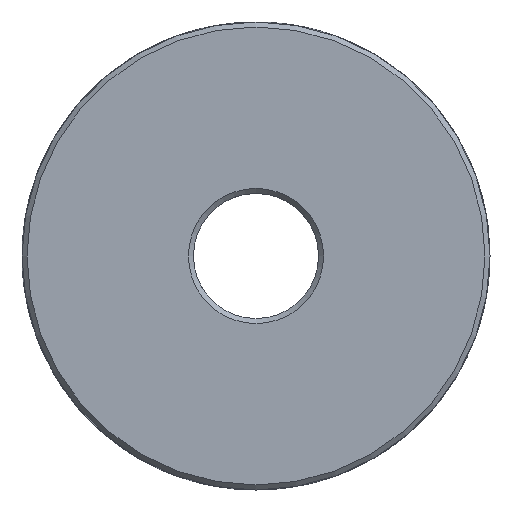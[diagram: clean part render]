
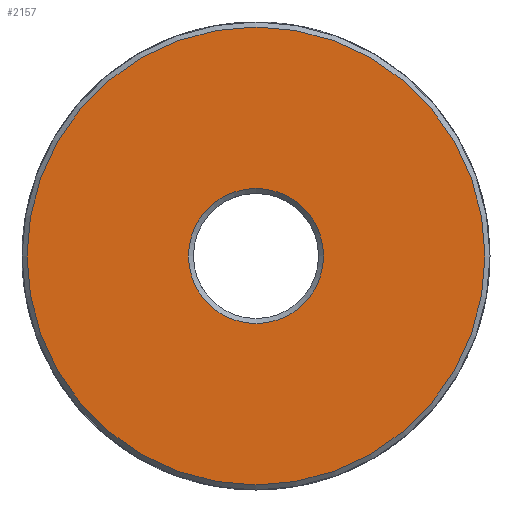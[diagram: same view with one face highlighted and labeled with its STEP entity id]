
A CAD part, front view. The second image highlights one B-rep face of the part: STEP entity #2157.
In plain terms, the highlighted planar face has unit normal (0, -1, 0).
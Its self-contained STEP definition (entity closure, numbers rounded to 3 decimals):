
#50=PLANE('',#2320);
#73=FACE_BOUND('',#234,.T.);
#99=FACE_OUTER_BOUND('',#233,.T.);
#233=EDGE_LOOP('',(#1460));
#234=EDGE_LOOP('',(#1461));
#366=CIRCLE('',#2319,9.15);
#367=CIRCLE('',#2321,2.7);
#847=VERTEX_POINT('',#3729);
#848=VERTEX_POINT('',#3733);
#1089=EDGE_CURVE('',#847,#847,#366,.T.);
#1090=EDGE_CURVE('',#848,#848,#367,.T.);
#1460=ORIENTED_EDGE('',*,*,#1089,.F.);
#1461=ORIENTED_EDGE('',*,*,#1090,.F.);
#2157=ADVANCED_FACE('',(#99,#73),#50,.F.);
#2319=AXIS2_PLACEMENT_3D('',#3731,#2509,#2510);
#2320=AXIS2_PLACEMENT_3D('',#3732,#2511,#2512);
#2321=AXIS2_PLACEMENT_3D('',#3734,#2513,#2514);
#2509=DIRECTION('center_axis',(0.,1.,0.));
#2510=DIRECTION('ref_axis',(1.,0.,0.));
#2511=DIRECTION('center_axis',(0.,1.,0.));
#2512=DIRECTION('ref_axis',(0.,0.,1.));
#2513=DIRECTION('center_axis',(0.,-1.,0.));
#2514=DIRECTION('ref_axis',(-1.,0.,0.));
#3729=CARTESIAN_POINT('',(-9.15,0.,0.));
#3731=CARTESIAN_POINT('Origin',(0.,0.,0.));
#3732=CARTESIAN_POINT('Origin',(0.,0.,0.));
#3733=CARTESIAN_POINT('',(2.7,0.,0.));
#3734=CARTESIAN_POINT('Origin',(0.,0.,0.));
